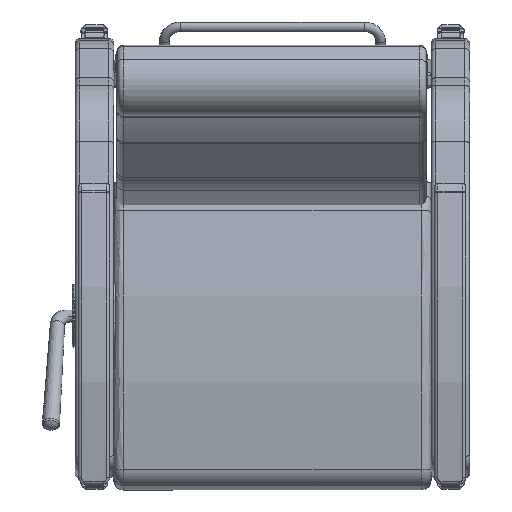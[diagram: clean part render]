
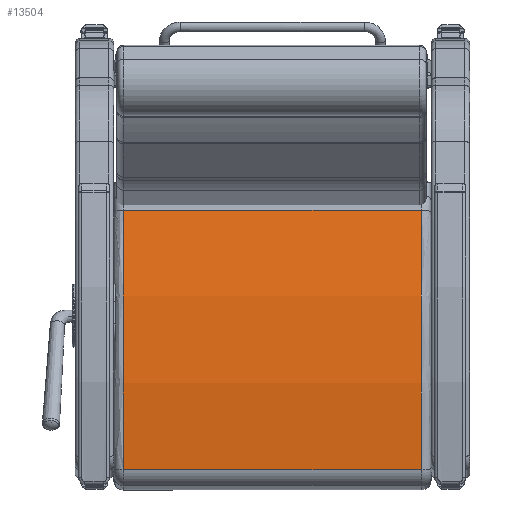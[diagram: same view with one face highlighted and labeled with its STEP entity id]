
A CAD part, front view. The second image highlights one B-rep face of the part: STEP entity #13504.
In plain terms, the highlighted free-form (B-spline) face has degree [1, 2] with [2, 3] control points.
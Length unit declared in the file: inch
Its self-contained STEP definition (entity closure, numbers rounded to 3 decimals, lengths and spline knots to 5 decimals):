
#312=(
BOUNDED_SURFACE()
B_SPLINE_SURFACE(1,2,((#21620,#21621,#21622),(#21623,#21624,#21625)),
 .UNSPECIFIED.,.F.,.F.,.F.)
B_SPLINE_SURFACE_WITH_KNOTS((2,2),(3,3),(-0.19254,0.19254),
(1.36178,1.69928),.UNSPECIFIED.)
GEOMETRIC_REPRESENTATION_ITEM()
RATIONAL_B_SPLINE_SURFACE(((1.,0.986,1.),(1.,0.986,
1.)))
REPRESENTATION_ITEM('')
SURFACE()
);
#597=ELLIPSE('',#14750,60.05357,60.);
#607=ELLIPSE('',#14778,60.05357,60.);
#1300=FACE_OUTER_BOUND('',#2204,.T.);
#2204=EDGE_LOOP('',(#9258,#9259,#9260,#9261));
#3223=LINE('',#21618,#4100);
#3224=LINE('',#21627,#4101);
#4100=VECTOR('',#16795,0.3937);
#4101=VECTOR('',#16798,0.3937);
#5890=VERTEX_POINT('',#21410);
#5891=VERTEX_POINT('',#21411);
#5916=VERTEX_POINT('',#21617);
#5917=VERTEX_POINT('',#21626);
#7161=EDGE_CURVE('',#5890,#5891,#597,.T.);
#7199=EDGE_CURVE('',#5891,#5916,#3223,.T.);
#7201=EDGE_CURVE('',#5890,#5917,#3224,.T.);
#7202=EDGE_CURVE('',#5916,#5917,#607,.T.);
#9258=ORIENTED_EDGE('',*,*,#7161,.F.);
#9259=ORIENTED_EDGE('',*,*,#7201,.T.);
#9260=ORIENTED_EDGE('',*,*,#7202,.F.);
#9261=ORIENTED_EDGE('',*,*,#7199,.F.);
#13504=ADVANCED_FACE('',(#1300),#312,.F.);
#14750=AXIS2_PLACEMENT_3D('',#21412,#16727,#16728);
#14778=AXIS2_PLACEMENT_3D('',#21628,#16799,#16800);
#16727=DIRECTION('center_axis',(0.,0.,-1.));
#16728=DIRECTION('ref_axis',(1.,0.,0.));
#16795=DIRECTION('',(0.,0.,1.));
#16798=DIRECTION('',(0.,0.,1.));
#16799=DIRECTION('center_axis',(0.,0.,1.));
#16800=DIRECTION('ref_axis',(1.,0.,0.));
#21410=CARTESIAN_POINT('',(-10.04459,1.25621,-11.5625));
#21411=CARTESIAN_POINT('',(10.1114,0.44486,-11.5625));
#21412=CARTESIAN_POINT('Origin',(-2.34979,-58.24922,-11.5625));
#21617=CARTESIAN_POINT('',(10.1114,0.44486,11.5625));
#21618=CARTESIAN_POINT('',(10.1114,0.44486,0.));
#21620=CARTESIAN_POINT('Ctrl Pts',(10.1114,0.44486,-11.5625));
#21621=CARTESIAN_POINT('Ctrl Pts',(0.10258,2.56602,-11.5625));
#21622=CARTESIAN_POINT('Ctrl Pts',(-10.04459,1.25621,-11.5625));
#21623=CARTESIAN_POINT('Ctrl Pts',(10.1114,0.44486,11.5625));
#21624=CARTESIAN_POINT('Ctrl Pts',(0.10258,2.56602,11.5625));
#21625=CARTESIAN_POINT('Ctrl Pts',(-10.04459,1.25621,11.5625));
#21626=CARTESIAN_POINT('',(-10.04459,1.25621,11.5625));
#21627=CARTESIAN_POINT('',(-10.04459,1.25621,0.));
#21628=CARTESIAN_POINT('Origin',(-2.34979,-58.24922,11.5625));
